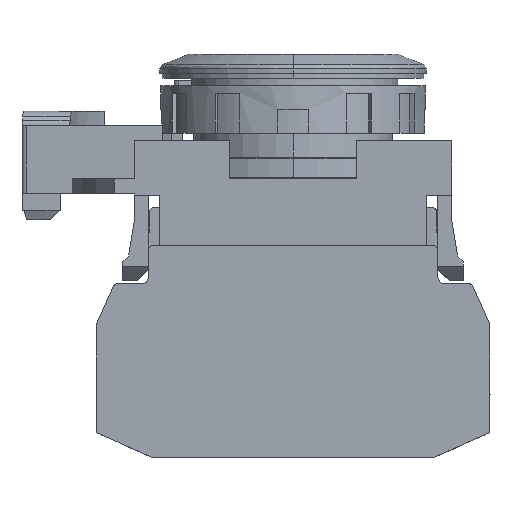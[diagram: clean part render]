
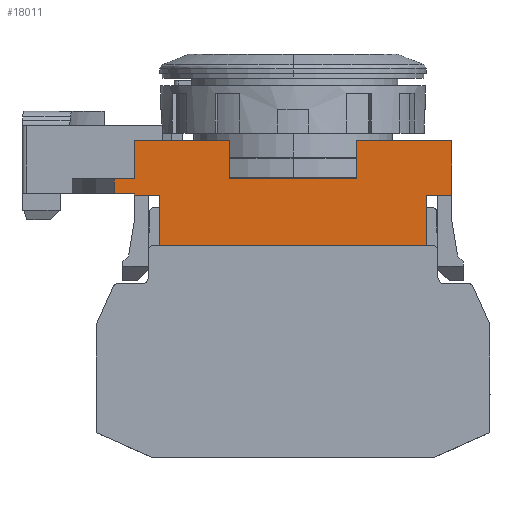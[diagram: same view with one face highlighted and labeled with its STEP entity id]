
A CAD part, left-side view. The second image highlights one B-rep face of the part: STEP entity #18011.
In plain terms, the highlighted planar face has unit normal (-1, 0, 0).
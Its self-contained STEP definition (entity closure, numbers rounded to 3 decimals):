
#31 = ORIENTED_EDGE ( 'NONE', *, *, #2862, .F. ) ;
#278 = DIRECTION ( 'NONE',  ( 0., 1., 0. ) ) ;
#554 = CARTESIAN_POINT ( 'NONE',  ( -14.9, 16.7, 7. ) ) ;
#642 = DIRECTION ( 'NONE',  ( 0., -1., 0. ) ) ;
#737 = EDGE_CURVE ( 'NONE', #1986, #16014, #11170, .T. ) ;
#848 = EDGE_CURVE ( 'NONE', #17668, #2513, #14253, .T. ) ;
#962 = EDGE_CURVE ( 'NONE', #10844, #2342, #11785, .T. ) ;
#1191 = ORIENTED_EDGE ( 'NONE', *, *, #13842, .F. ) ;
#1290 = CARTESIAN_POINT ( 'NONE',  ( -14.9, 6.7, 11. ) ) ;
#1363 = VERTEX_POINT ( 'NONE', #1650 ) ;
#1556 = CARTESIAN_POINT ( 'NONE',  ( -14.9, 16.7, 5.5 ) ) ;
#1650 = CARTESIAN_POINT ( 'NONE',  ( -14.9, 18.815, 7. ) ) ;
#1715 = CARTESIAN_POINT ( 'NONE',  ( -14.9, 0., 0. ) ) ;
#1793 = ORIENTED_EDGE ( 'NONE', *, *, #7641, .F. ) ;
#1854 = EDGE_CURVE ( 'NONE', #2513, #18108, #10222, .T. ) ;
#1986 = VERTEX_POINT ( 'NONE', #5090 ) ;
#2059 = CARTESIAN_POINT ( 'NONE',  ( -14.9, 1.057, 7. ) ) ;
#2134 = CARTESIAN_POINT ( 'NONE',  ( -14.9, 6.7, 5.5 ) ) ;
#2342 = VERTEX_POINT ( 'NONE', #9004 ) ;
#2395 = CARTESIAN_POINT ( 'NONE',  ( -14.9, -14., 5.3 ) ) ;
#2513 = VERTEX_POINT ( 'NONE', #8186 ) ;
#2545 = VERTEX_POINT ( 'NONE', #8282 ) ;
#2727 = ORIENTED_EDGE ( 'NONE', *, *, #12029, .F. ) ;
#2739 = ORIENTED_EDGE ( 'NONE', *, *, #13088, .F. ) ;
#2852 = DIRECTION ( 'NONE',  ( 0., 0., -1. ) ) ;
#2862 = EDGE_CURVE ( 'NONE', #2342, #6305, #11070, .T. ) ;
#3264 = DIRECTION ( 'NONE',  ( 0., 0., 1. ) ) ;
#3318 = DIRECTION ( 'NONE',  ( 0., 1., 0. ) ) ;
#3416 = CARTESIAN_POINT ( 'NONE',  ( -14.9, 1.057, 7. ) ) ;
#3495 = ORIENTED_EDGE ( 'NONE', *, *, #6135, .F. ) ;
#3802 = VECTOR ( 'NONE', #7643, 1000. ) ;
#4113 = DIRECTION ( 'NONE',  ( 0., 0., 1. ) ) ;
#4218 = DIRECTION ( 'NONE',  ( 0., -1., 0. ) ) ;
#4594 = LINE ( 'NONE', #10176, #15381 ) ;
#4830 = DIRECTION ( 'NONE',  ( 0., 1., 0. ) ) ;
#5078 = VERTEX_POINT ( 'NONE', #9665 ) ;
#5090 = CARTESIAN_POINT ( 'NONE',  ( -14.9, -6.7, 11. ) ) ;
#5147 = CARTESIAN_POINT ( 'NONE',  ( -14.9, -16.7, 5.5 ) ) ;
#5186 = CARTESIAN_POINT ( 'NONE',  ( -14.9, -16.7, 0. ) ) ;
#5323 = ORIENTED_EDGE ( 'NONE', *, *, #1854, .T. ) ;
#5548 = VECTOR ( 'NONE', #4830, 1000. ) ;
#5580 = VECTOR ( 'NONE', #9000, 1000. ) ;
#5661 = AXIS2_PLACEMENT_3D ( 'NONE', #5186, #10770, #16350 ) ;
#6135 = EDGE_CURVE ( 'NONE', #5078, #14827, #14596, .T. ) ;
#6209 = LINE ( 'NONE', #11792, #17141 ) ;
#6305 = VERTEX_POINT ( 'NONE', #13959 ) ;
#6323 = VERTEX_POINT ( 'NONE', #15428 ) ;
#6480 = EDGE_CURVE ( 'NONE', #1363, #7609, #15957, .T. ) ;
#6519 = EDGE_CURVE ( 'NONE', #13753, #5078, #14671, .T. ) ;
#7140 = DIRECTION ( 'NONE',  ( 0., 0., 1. ) ) ;
#7205 = VECTOR ( 'NONE', #7140, 1000. ) ;
#7240 = LINE ( 'NONE', #12816, #11541 ) ;
#7306 = DIRECTION ( 'NONE',  ( 0., -1., 0. ) ) ;
#7436 = CARTESIAN_POINT ( 'NONE',  ( -14.9, 14., 5.3 ) ) ;
#7603 = LINE ( 'NONE', #13179, #17002 ) ;
#7609 = VERTEX_POINT ( 'NONE', #554 ) ;
#7641 = EDGE_CURVE ( 'NONE', #6323, #13753, #7603, .T. ) ;
#7643 = DIRECTION ( 'NONE',  ( 0., -1., 0. ) ) ;
#7715 = DIRECTION ( 'NONE',  ( 0., 0., -1. ) ) ;
#8186 = CARTESIAN_POINT ( 'NONE',  ( -14.9, -14., 0. ) ) ;
#8277 = ORIENTED_EDGE ( 'NONE', *, *, #13983, .F. ) ;
#8282 = CARTESIAN_POINT ( 'NONE',  ( -14.9, -16.7, 5.3 ) ) ;
#8469 = VECTOR ( 'NONE', #7306, 1000. ) ;
#8909 = ORIENTED_EDGE ( 'NONE', *, *, #14739, .F. ) ;
#8956 = ORIENTED_EDGE ( 'NONE', *, *, #962, .F. ) ;
#9000 = DIRECTION ( 'NONE',  ( 0., -1., 0. ) ) ;
#9003 = CARTESIAN_POINT ( 'NONE',  ( -14.9, -16.7, 11. ) ) ;
#9004 = CARTESIAN_POINT ( 'NONE',  ( -14.9, 16.7, 5.3 ) ) ;
#9232 = VECTOR ( 'NONE', #3318, 1000. ) ;
#9665 = CARTESIAN_POINT ( 'NONE',  ( -14.9, 6.7, 7. ) ) ;
#9824 = LINE ( 'NONE', #15398, #12372 ) ;
#10176 = CARTESIAN_POINT ( 'NONE',  ( -14.9, 14., 5.5 ) ) ;
#10222 = LINE ( 'NONE', #15800, #10256 ) ;
#10256 = VECTOR ( 'NONE', #3264, 1000. ) ;
#10276 = LINE ( 'NONE', #15857, #9232 ) ;
#10334 = ORIENTED_EDGE ( 'NONE', *, *, #12253, .F. ) ;
#10425 = ORIENTED_EDGE ( 'NONE', *, *, #848, .T. ) ;
#10502 = ORIENTED_EDGE ( 'NONE', *, *, #17771, .T. ) ;
#10730 = DIRECTION ( 'NONE',  ( 0., 0., -1. ) ) ;
#10770 = DIRECTION ( 'NONE',  ( 1., 0., 0. ) ) ;
#10844 = VERTEX_POINT ( 'NONE', #7436 ) ;
#11070 = LINE ( 'NONE', #16650, #14368 ) ;
#11105 = VERTEX_POINT ( 'NONE', #13930 ) ;
#11170 = LINE ( 'NONE', #16755, #12553 ) ;
#11541 = VECTOR ( 'NONE', #278, 1000. ) ;
#11785 = LINE ( 'NONE', #17368, #5548 ) ;
#11792 = CARTESIAN_POINT ( 'NONE',  ( -14.9, -6.7, 5.5 ) ) ;
#12029 = EDGE_CURVE ( 'NONE', #16014, #2545, #17681, .T. ) ;
#12144 = FACE_OUTER_BOUND ( 'NONE', #17272, .T. ) ;
#12253 = EDGE_CURVE ( 'NONE', #6305, #11105, #7240, .T. ) ;
#12277 = CARTESIAN_POINT ( 'NONE',  ( -14.9, 14., 0. ) ) ;
#12372 = VECTOR ( 'NONE', #2852, 1000. ) ;
#12553 = VECTOR ( 'NONE', #4218, 1000. ) ;
#12587 = VECTOR ( 'NONE', #7715, 1000. ) ;
#12703 = VECTOR ( 'NONE', #10730, 1000. ) ;
#12816 = CARTESIAN_POINT ( 'NONE',  ( -14.9, 1.057, 5.5 ) ) ;
#13088 = EDGE_CURVE ( 'NONE', #2545, #18108, #10276, .T. ) ;
#13179 = CARTESIAN_POINT ( 'NONE',  ( -14.9, 1.057, 11. ) ) ;
#13753 = VERTEX_POINT ( 'NONE', #1290 ) ;
#13842 = EDGE_CURVE ( 'NONE', #7609, #6323, #14090, .T. ) ;
#13930 = CARTESIAN_POINT ( 'NONE',  ( -14.9, 18.815, 5.5 ) ) ;
#13959 = CARTESIAN_POINT ( 'NONE',  ( -14.9, 16.7, 5.5 ) ) ;
#13983 = EDGE_CURVE ( 'NONE', #14827, #1986, #6209, .T. ) ;
#14090 = LINE ( 'NONE', #1556, #7205 ) ;
#14253 = LINE ( 'NONE', #1715, #8469 ) ;
#14368 = VECTOR ( 'NONE', #4113, 1000. ) ;
#14596 = LINE ( 'NONE', #2059, #3802 ) ;
#14671 = LINE ( 'NONE', #2134, #12587 ) ;
#14739 = EDGE_CURVE ( 'NONE', #17668, #10844, #4594, .T. ) ;
#14759 = ORIENTED_EDGE ( 'NONE', *, *, #737, .F. ) ;
#14827 = VERTEX_POINT ( 'NONE', #17673 ) ;
#15381 = VECTOR ( 'NONE', #15753, 1000. ) ;
#15398 = CARTESIAN_POINT ( 'NONE',  ( -14.9, 18.815, 6.25 ) ) ;
#15428 = CARTESIAN_POINT ( 'NONE',  ( -14.9, 16.7, 11. ) ) ;
#15753 = DIRECTION ( 'NONE',  ( 0., 0., 1. ) ) ;
#15800 = CARTESIAN_POINT ( 'NONE',  ( -14.9, -14., 2.65 ) ) ;
#15857 = CARTESIAN_POINT ( 'NONE',  ( -14.9, 1.057, 5.3 ) ) ;
#15957 = LINE ( 'NONE', #3416, #5580 ) ;
#16014 = VERTEX_POINT ( 'NONE', #9003 ) ;
#16350 = DIRECTION ( 'NONE',  ( 0., 1., 0. ) ) ;
#16451 = ORIENTED_EDGE ( 'NONE', *, *, #6519, .F. ) ;
#16650 = CARTESIAN_POINT ( 'NONE',  ( -14.9, 16.7, 4. ) ) ;
#16755 = CARTESIAN_POINT ( 'NONE',  ( -14.9, 1.057, 11. ) ) ;
#16836 = ORIENTED_EDGE ( 'NONE', *, *, #6480, .F. ) ;
#17002 = VECTOR ( 'NONE', #642, 1000. ) ;
#17141 = VECTOR ( 'NONE', #17373, 1000. ) ;
#17272 = EDGE_LOOP ( 'NONE', ( #2727, #14759, #8277, #3495, #16451, #1793, #1191, #16836, #10502, #10334, #31, #8956, #8909, #10425, #5323, #2739 ) ) ;
#17368 = CARTESIAN_POINT ( 'NONE',  ( -14.9, 1.057, 5.3 ) ) ;
#17373 = DIRECTION ( 'NONE',  ( 0., 0., 1. ) ) ;
#17668 = VERTEX_POINT ( 'NONE', #12277 ) ;
#17673 = CARTESIAN_POINT ( 'NONE',  ( -14.9, -6.7, 7. ) ) ;
#17681 = LINE ( 'NONE', #5147, #12703 ) ;
#17723 = PLANE ( 'NONE',  #5661 ) ;
#17771 = EDGE_CURVE ( 'NONE', #1363, #11105, #9824, .T. ) ;
#18011 = ADVANCED_FACE ( 'NONE', ( #12144 ), #17723, .F. ) ;
#18108 = VERTEX_POINT ( 'NONE', #2395 ) ;
